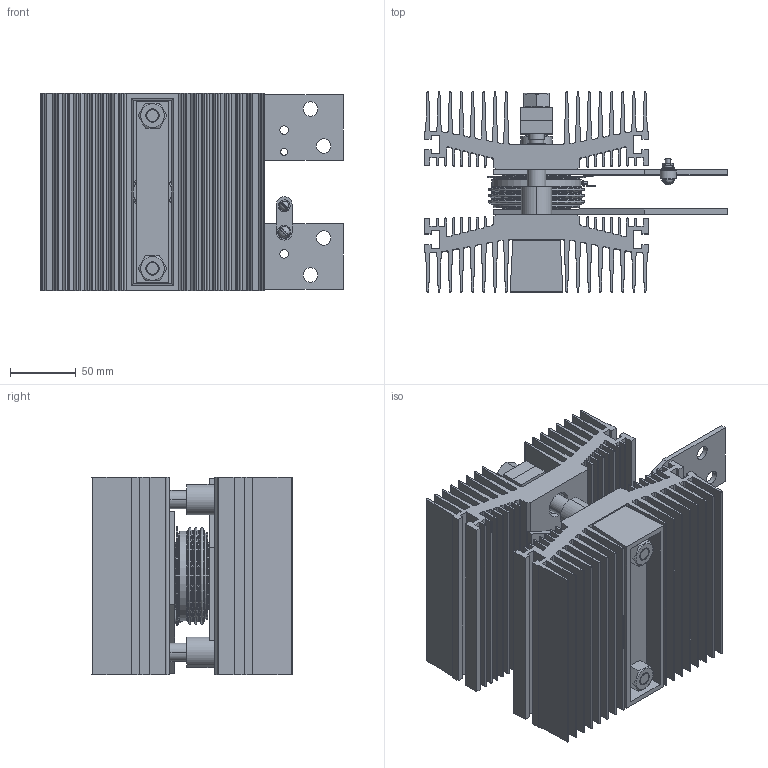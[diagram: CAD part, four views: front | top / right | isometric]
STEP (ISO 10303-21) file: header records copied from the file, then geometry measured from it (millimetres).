
FILE_DESCRIPTION (( 'STEP AP214' ), '1' );
FILE_NAME ('O353-PT53.STEP', '2021-04-20T08:09:47', ( '' ), ( '' ), 'SwSTEP 2.0', 'SolidWorks 2018', '' );
FILE_SCHEMA (( 'AUTOMOTIVE_DESIGN' ));
Length unit declared in the file: millimetre
Products named in the file (1): O353-PT53
Bounding box: 230 x 152 x 150 mm (x, y, z)
Volume: 1609547.6 mm3; surface area: 755242.7 mm2
Topology: 42 solids, 42 shells, 1060 faces, 2671 edges, 1705 vertices
Faces by surface type: plane 501, cylinder 368, cone 124, torus 55, sphere 8, bspline 4
Entity records: 44587 total; most frequent: CARTESIAN_POINT 6257, DIRECTION 5682, ORIENTED_EDGE 5306, EDGE_CURVE 2653, AXIS2_PLACEMENT_3D 2058, VERTEX_POINT 1705, LINE 1566, VECTOR 1566
